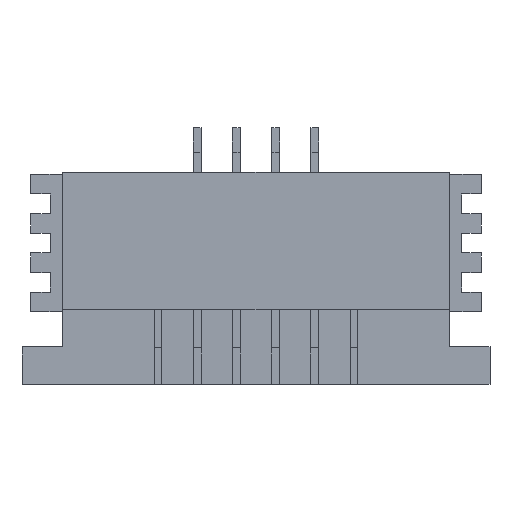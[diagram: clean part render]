
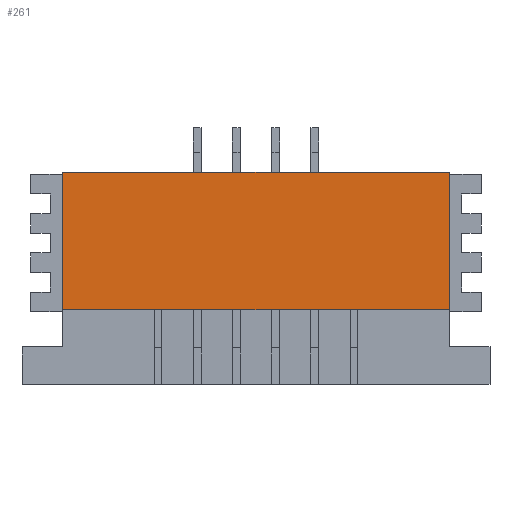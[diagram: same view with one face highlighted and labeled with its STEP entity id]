
A CAD part, top view. The second image highlights one B-rep face of the part: STEP entity #261.
In plain terms, the highlighted planar face has unit normal (0, 0, 1).
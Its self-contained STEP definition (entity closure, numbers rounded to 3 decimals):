
#61 = EDGE_CURVE('',#62,#64,#66,.T.);
#62 = VERTEX_POINT('',#63);
#63 = CARTESIAN_POINT('',(-2.59,-2.7,2.56));
#64 = VERTEX_POINT('',#65);
#65 = CARTESIAN_POINT('',(0.,-2.7,2.56));
#66 = LINE('',#67,#68);
#67 = CARTESIAN_POINT('',(-4.935,-2.7,2.56));
#68 = VECTOR('',#69,1.);
#69 = DIRECTION('',(1.,0.,0.));
#261 = ADVANCED_FACE('',(#262),#315,.T.);
#262 = FACE_BOUND('',#263,.T.);
#263 = EDGE_LOOP('',(#264,#274,#282,#288,#289,#296,#303,#310));
#264 = ORIENTED_EDGE('',*,*,#265,.T.);
#265 = EDGE_CURVE('',#266,#268,#270,.T.);
#266 = VERTEX_POINT('',#267);
#267 = CARTESIAN_POINT('',(0.,0.8,2.56));
#268 = VERTEX_POINT('',#269);
#269 = CARTESIAN_POINT('',(-4.935,0.8,2.56));
#270 = LINE('',#271,#272);
#271 = CARTESIAN_POINT('',(0.,0.8,2.56));
#272 = VECTOR('',#273,1.);
#273 = DIRECTION('',(-1.,0.,0.));
#274 = ORIENTED_EDGE('',*,*,#275,.T.);
#275 = EDGE_CURVE('',#268,#276,#278,.T.);
#276 = VERTEX_POINT('',#277);
#277 = CARTESIAN_POINT('',(-4.935,-2.7,2.56));
#278 = LINE('',#279,#280);
#279 = CARTESIAN_POINT('',(-4.935,0.8,2.56));
#280 = VECTOR('',#281,1.);
#281 = DIRECTION('',(0.,-1.,0.));
#282 = ORIENTED_EDGE('',*,*,#283,.T.);
#283 = EDGE_CURVE('',#276,#62,#284,.T.);
#284 = LINE('',#285,#286);
#285 = CARTESIAN_POINT('',(-4.935,-2.7,2.56));
#286 = VECTOR('',#287,1.);
#287 = DIRECTION('',(1.,0.,0.));
#288 = ORIENTED_EDGE('',*,*,#61,.T.);
#289 = ORIENTED_EDGE('',*,*,#290,.F.);
#290 = EDGE_CURVE('',#291,#64,#293,.T.);
#291 = VERTEX_POINT('',#292);
#292 = CARTESIAN_POINT('',(2.59,-2.7,2.56));
#293 = B_SPLINE_CURVE_WITH_KNOTS('',1,(#294,#295),.UNSPECIFIED.,.F.,.F.,
(2,2),(0.,4.935),.PIECEWISE_BEZIER_KNOTS.);
#294 = CARTESIAN_POINT('',(4.935,-2.7,2.56));
#295 = CARTESIAN_POINT('',(0.,-2.7,2.56));
#296 = ORIENTED_EDGE('',*,*,#297,.F.);
#297 = EDGE_CURVE('',#298,#291,#300,.T.);
#298 = VERTEX_POINT('',#299);
#299 = CARTESIAN_POINT('',(4.935,-2.7,2.56));
#300 = B_SPLINE_CURVE_WITH_KNOTS('',1,(#301,#302),.UNSPECIFIED.,.F.,.F.,
(2,2),(0.,4.935),.PIECEWISE_BEZIER_KNOTS.);
#301 = CARTESIAN_POINT('',(4.935,-2.7,2.56));
#302 = CARTESIAN_POINT('',(0.,-2.7,2.56));
#303 = ORIENTED_EDGE('',*,*,#304,.F.);
#304 = EDGE_CURVE('',#305,#298,#307,.T.);
#305 = VERTEX_POINT('',#306);
#306 = CARTESIAN_POINT('',(4.935,0.8,2.56));
#307 = B_SPLINE_CURVE_WITH_KNOTS('',1,(#308,#309),.UNSPECIFIED.,.F.,.F.,
(2,2),(0.,3.5),.PIECEWISE_BEZIER_KNOTS.);
#308 = CARTESIAN_POINT('',(4.935,0.8,2.56));
#309 = CARTESIAN_POINT('',(4.935,-2.7,2.56));
#310 = ORIENTED_EDGE('',*,*,#311,.F.);
#311 = EDGE_CURVE('',#266,#305,#312,.T.);
#312 = B_SPLINE_CURVE_WITH_KNOTS('',1,(#313,#314),.UNSPECIFIED.,.F.,.F.,
(2,2),(0.,4.935),.PIECEWISE_BEZIER_KNOTS.);
#313 = CARTESIAN_POINT('',(0.,0.8,2.56));
#314 = CARTESIAN_POINT('',(4.935,0.8,2.56));
#315 = PLANE('',#316);
#316 = AXIS2_PLACEMENT_3D('',#317,#318,#319);
#317 = CARTESIAN_POINT('',(0.,-0.95,2.56));
#318 = DIRECTION('',(0.,0.,1.));
#319 = DIRECTION('',(-1.,0.,0.));
